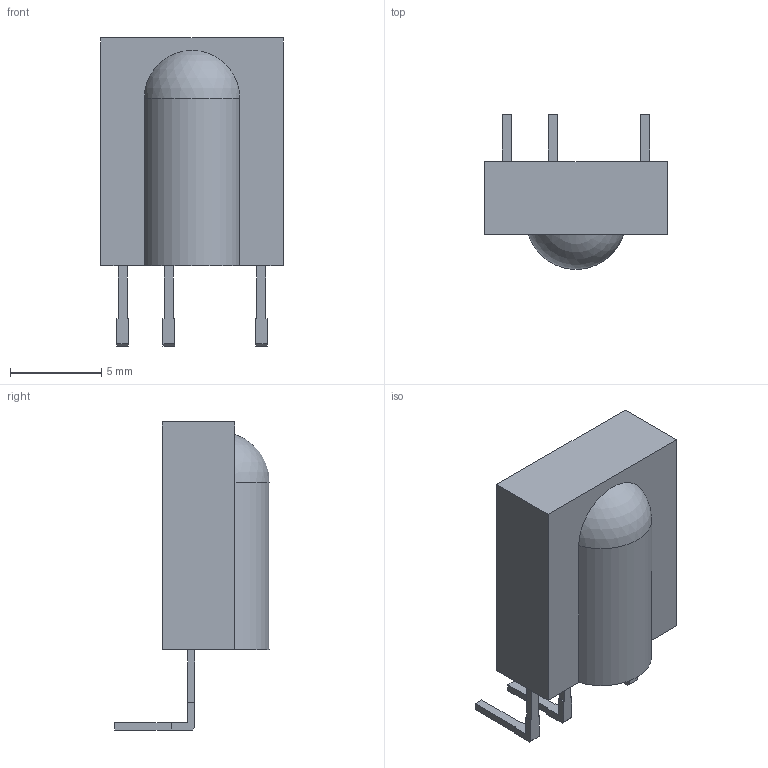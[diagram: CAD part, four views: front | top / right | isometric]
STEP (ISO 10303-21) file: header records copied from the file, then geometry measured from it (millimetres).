
FILE_DESCRIPTION(/* description */ ('FreeCAD Model','CAx-IF Rec.Pracs.---Representation and Presentation of Product Manufacturing Information (PMI)---4.0---2014-10-13'),/* implementation_level */ '2;1');
FILE_NAME(/* name */ 'Vishay_CAST-3Pin_H v1.step',/* time_stamp */ '2025-02-22T08:09:04+01:00',/* author */ (''),/* organization */ (''),/* preprocessor_version */ 'ST-DEVELOPER v20',/* originating_system */ 'Autodesk Translation Framework v13.20.0.188',/* authorisation */ '');
FILE_SCHEMA (('AP242_MANAGED_MODEL_BASED_3D_ENGINEERING_MIM_LF { 1 0 10303 442 1 1 4 }'));
Length unit declared in the file: millimetre
Products named in the file (1): Vishay_CAST-3pin
Bounding box: 10 x 8.49 x 16.9 mm (x, y, z)
Volume: 584.4 mm3; surface area: 506.1 mm2
Topology: 1 solids, 1 shells, 58 faces, 155 edges, 102 vertices
Faces by surface type: plane 56, cylinder 1, sphere 1
Entity records: 1856 total; most frequent: CARTESIAN_POINT 316, ORIENTED_EDGE 310, DIRECTION 277, EDGE_CURVE 155, LINE 151, VECTOR 151, VERTEX_POINT 102, AXIS2_PLACEMENT_3D 63
